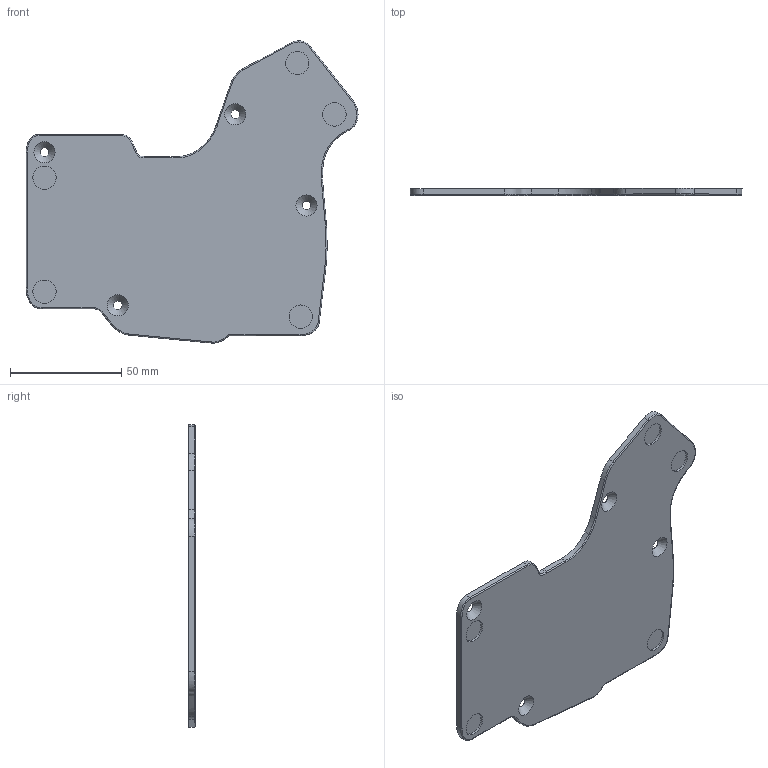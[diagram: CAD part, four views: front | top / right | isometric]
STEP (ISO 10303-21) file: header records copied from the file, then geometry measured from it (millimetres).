
FILE_DESCRIPTION(/* description */ ('','CAx-IF Rec.Pracs.---Representation and Presentation of Product Manufacturing Information (PMI)---4.0---2014-10-13'),/* implementation_level */ '2;1');
FILE_NAME(/* name */ '3x5_3 low blackpill and standard v16 v61.step',/* time_stamp */ '2025-02-23T15:17:40+08:00',/* author */ (''),/* organization */ (''),/* preprocessor_version */ 'ST-DEVELOPER v20',/* originating_system */ 'Autodesk Translation Framework v13.20.0.188',/* authorisation */ '');
FILE_SCHEMA (('AP242_MANAGED_MODEL_BASED_3D_ENGINEERING_MIM_LF { 1 0 10303 442 1 1 4 }'));
Length unit declared in the file: millimetre
Products named in the file (1): 3x5_3 low blackpill and standard v16
Bounding box: 149.53 x 3 x 136.17 mm (x, y, z)
Volume: 39235.5 mm3; surface area: 28361.8 mm2
Topology: 1 solids, 1 shells, 88 faces, 207 edges, 126 vertices
Faces by surface type: bspline 46, plane 20, cylinder 18, cone 4
Full cylindrical faces by diameter (mm): 10.5 x5
Entity records: 4203 total; most frequent: CARTESIAN_POINT 2386, ORIENTED_EDGE 414, DIRECTION 272, EDGE_CURVE 207, VERTEX_POINT 126, EDGE_LOOP 101, AXIS2_PLACEMENT_3D 97, FACE_OUTER_BOUND 88
